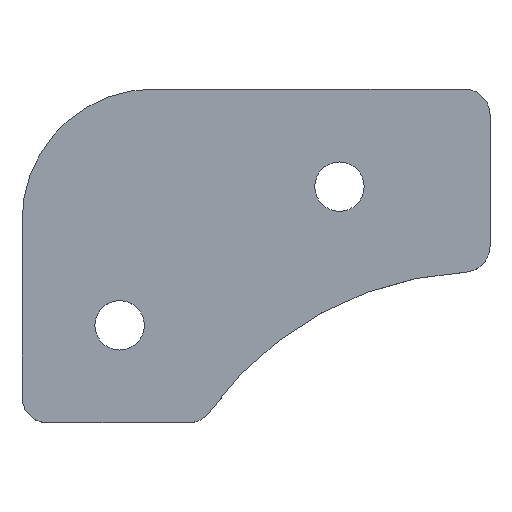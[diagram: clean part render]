
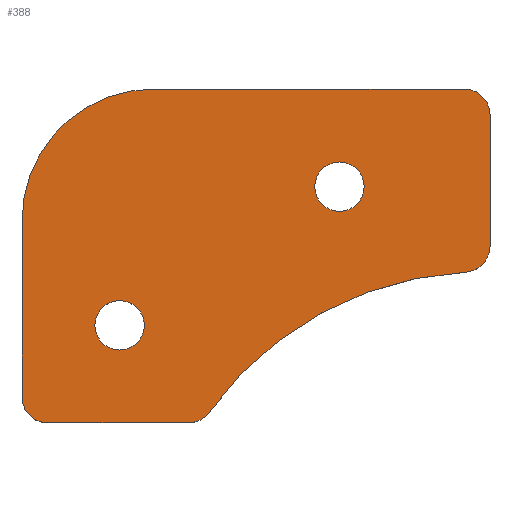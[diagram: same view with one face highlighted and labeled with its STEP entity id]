
A CAD part, top view. The second image highlights one B-rep face of the part: STEP entity #388.
In plain terms, the highlighted planar face has unit normal (0, 0, 1).
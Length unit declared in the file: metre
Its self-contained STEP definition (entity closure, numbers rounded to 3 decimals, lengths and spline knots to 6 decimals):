
#22=PLANE('',#437);
#29=CIRCLE('',#417,0.0022);
#31=CIRCLE('',#421,0.0022);
#33=CIRCLE('',#425,0.0112);
#35=CIRCLE('',#429,0.0022);
#37=CIRCLE('',#433,0.0022);
#39=CIRCLE('',#436,0.028659);
#40=CIRCLE('',#438,0.0021);
#41=CIRCLE('',#439,0.0021);
#90=ORIENTED_EDGE('',*,*,#188,.F.);
#91=ORIENTED_EDGE('',*,*,#189,.F.);
#92=ORIENTED_EDGE('',*,*,#161,.T.);
#93=ORIENTED_EDGE('',*,*,#164,.T.);
#94=ORIENTED_EDGE('',*,*,#167,.T.);
#95=ORIENTED_EDGE('',*,*,#170,.T.);
#96=ORIENTED_EDGE('',*,*,#173,.T.);
#97=ORIENTED_EDGE('',*,*,#176,.T.);
#98=ORIENTED_EDGE('',*,*,#179,.T.);
#99=ORIENTED_EDGE('',*,*,#182,.T.);
#100=ORIENTED_EDGE('',*,*,#185,.T.);
#101=ORIENTED_EDGE('',*,*,#187,.F.);
#161=EDGE_CURVE('',#212,#215,#29,.T.);
#164=EDGE_CURVE('',#215,#217,#250,.T.);
#167=EDGE_CURVE('',#217,#219,#31,.T.);
#170=EDGE_CURVE('',#219,#221,#254,.T.);
#173=EDGE_CURVE('',#221,#223,#33,.T.);
#176=EDGE_CURVE('',#223,#225,#258,.T.);
#179=EDGE_CURVE('',#225,#227,#35,.T.);
#182=EDGE_CURVE('',#227,#229,#262,.T.);
#185=EDGE_CURVE('',#229,#231,#37,.T.);
#187=EDGE_CURVE('',#212,#231,#39,.T.);
#188=EDGE_CURVE('',#232,#232,#40,.T.);
#189=EDGE_CURVE('',#233,#233,#41,.T.);
#212=VERTEX_POINT('',#590);
#215=VERTEX_POINT('',#595);
#217=VERTEX_POINT('',#601);
#219=VERTEX_POINT('',#607);
#221=VERTEX_POINT('',#613);
#223=VERTEX_POINT('',#619);
#225=VERTEX_POINT('',#625);
#227=VERTEX_POINT('',#631);
#229=VERTEX_POINT('',#637);
#231=VERTEX_POINT('',#643);
#232=VERTEX_POINT('',#650);
#233=VERTEX_POINT('',#652);
#250=LINE('',#602,#282);
#254=LINE('',#614,#286);
#258=LINE('',#626,#290);
#262=LINE('',#638,#294);
#282=VECTOR('',#475,1.);
#286=VECTOR('',#487,1.);
#290=VECTOR('',#499,1.);
#294=VECTOR('',#511,1.);
#320=EDGE_LOOP('',(#90));
#321=EDGE_LOOP('',(#91));
#322=EDGE_LOOP('',(#92,#93,#94,#95,#96,#97,#98,#99,#100,#101));
#350=FACE_BOUND('',#320,.T.);
#351=FACE_BOUND('',#321,.T.);
#352=FACE_BOUND('',#322,.T.);
#388=ADVANCED_FACE('',(#350,#351,#352),#22,.T.);
#417=AXIS2_PLACEMENT_3D('',#596,#469,#470);
#421=AXIS2_PLACEMENT_3D('',#608,#481,#482);
#425=AXIS2_PLACEMENT_3D('',#620,#493,#494);
#429=AXIS2_PLACEMENT_3D('',#632,#505,#506);
#433=AXIS2_PLACEMENT_3D('',#644,#517,#518);
#436=AXIS2_PLACEMENT_3D('',#647,#523,#524);
#437=AXIS2_PLACEMENT_3D('',#648,#525,#526);
#438=AXIS2_PLACEMENT_3D('',#649,#527,#528);
#439=AXIS2_PLACEMENT_3D('',#651,#529,#530);
#469=DIRECTION('',(0.,0.,1.));
#470=DIRECTION('',(1.,0.,0.));
#475=DIRECTION('',(0.,1.,0.));
#481=DIRECTION('',(0.,0.,1.));
#482=DIRECTION('',(1.,0.,0.));
#487=DIRECTION('',(-1.,0.,0.));
#493=DIRECTION('',(0.,0.,1.));
#494=DIRECTION('',(1.,0.,0.));
#499=DIRECTION('',(0.,-1.,0.));
#505=DIRECTION('',(0.,0.,1.));
#506=DIRECTION('',(1.,0.,0.));
#511=DIRECTION('',(1.,0.,0.));
#517=DIRECTION('',(0.,0.,1.));
#518=DIRECTION('',(1.,0.,0.));
#523=DIRECTION('',(0.,0.,1.));
#524=DIRECTION('',(1.,0.,0.));
#525=DIRECTION('',(0.,0.,1.));
#526=DIRECTION('',(1.,0.,0.));
#527=DIRECTION('',(0.,0.,1.));
#528=DIRECTION('',(1.,0.,0.));
#529=DIRECTION('',(0.,0.,1.));
#530=DIRECTION('',(1.,0.,0.));
#590=CARTESIAN_POINT('',(0.036614,0.02528,0.0316));
#595=CARTESIAN_POINT('',(0.0387,0.027477,0.0316));
#596=CARTESIAN_POINT('',(0.0365,0.027477,0.0316));
#601=CARTESIAN_POINT('',(0.0387,0.03866,0.0316));
#602=CARTESIAN_POINT('',(0.0387,0.,0.0316));
#607=CARTESIAN_POINT('',(0.0365,0.04086,0.0316));
#608=CARTESIAN_POINT('',(0.0365,0.03866,0.0316));
#613=CARTESIAN_POINT('',(0.0101,0.04086,0.0316));
#614=CARTESIAN_POINT('',(0.,0.04086,0.0316));
#619=CARTESIAN_POINT('',(-0.0011,0.02966,0.0316));
#620=CARTESIAN_POINT('',(0.0101,0.02966,0.0316));
#625=CARTESIAN_POINT('',(-0.0011,0.01466,0.0316));
#626=CARTESIAN_POINT('',(-0.0011,0.,0.0316));
#631=CARTESIAN_POINT('',(0.0011,0.01246,0.0316));
#632=CARTESIAN_POINT('',(0.0011,0.01466,0.0316));
#637=CARTESIAN_POINT('',(0.013035,0.01246,0.0316));
#638=CARTESIAN_POINT('',(0.,0.01246,0.0316));
#643=CARTESIAN_POINT('',(0.014822,0.013377,0.0316));
#644=CARTESIAN_POINT('',(0.013035,0.01466,0.0316));
#647=CARTESIAN_POINT('',(0.0381,-0.00334,0.0316));
#648=CARTESIAN_POINT('',(0.,0.,0.0316));
#649=CARTESIAN_POINT('',(0.0072,0.02076,0.0316));
#650=CARTESIAN_POINT('',(0.0093,0.02076,0.0316));
#651=CARTESIAN_POINT('',(0.0259,0.03256,0.0316));
#652=CARTESIAN_POINT('',(0.028,0.03256,0.0316));
